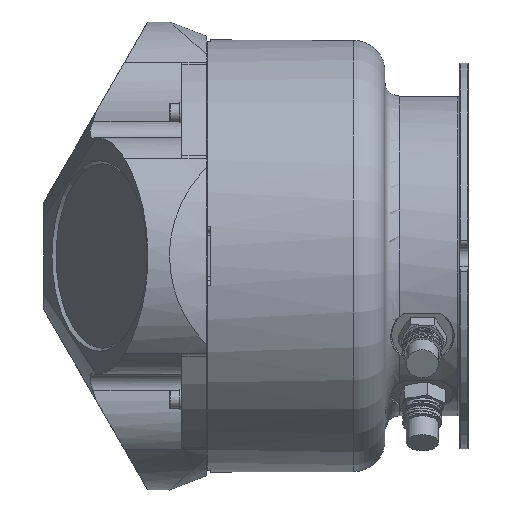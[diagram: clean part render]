
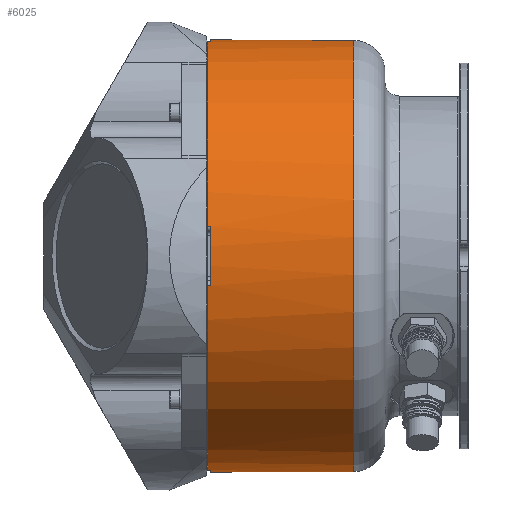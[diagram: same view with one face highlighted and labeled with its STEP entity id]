
A CAD part, front view. The second image highlights one B-rep face of the part: STEP entity #6025.
In plain terms, the highlighted cylindrical face has radius 104 mm (diameter 208 mm), a full revolution.
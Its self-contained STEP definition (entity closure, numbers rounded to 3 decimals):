
#595=CIRCLE('',#6594,104.);
#596=CIRCLE('',#6595,104.);
#597=CIRCLE('',#6596,104.);
#608=CIRCLE('',#6612,104.);
#617=CIRCLE('',#6629,104.);
#622=CIRCLE('',#6636,104.);
#627=CIRCLE('',#6642,104.);
#633=CIRCLE('',#6654,104.);
#634=CIRCLE('',#6655,104.);
#635=CIRCLE('',#6656,104.);
#636=CIRCLE('',#6657,104.);
#637=CIRCLE('',#6658,104.);
#989=FACE_OUTER_BOUND('',#1363,.T.);
#1363=EDGE_LOOP('',(#5011,#5012,#5013,#5014,#5015,#5016,#5017,#5018,#5019,
#5020,#5021,#5022,#5023,#5024,#5025,#5026,#5027,#5028,#5029,#5030,#5031,
#5032));
#1800=LINE('',#12107,#2133);
#1803=LINE('',#12115,#2136);
#1822=LINE('',#12192,#2155);
#1823=LINE('',#12195,#2156);
#1824=LINE('',#12198,#2157);
#1825=LINE('',#12200,#2158);
#1826=LINE('',#12203,#2159);
#1827=LINE('',#12207,#2160);
#1828=LINE('',#12210,#2161);
#2133=VECTOR('',#7993,10.);
#2136=VECTOR('',#8002,10.);
#2155=VECTOR('',#8075,10.);
#2156=VECTOR('',#8078,10.);
#2157=VECTOR('',#8081,10.);
#2158=VECTOR('',#8082,10.);
#2159=VECTOR('',#8085,10.);
#2160=VECTOR('',#8090,104.);
#2161=VECTOR('',#8093,10.);
#2681=VERTEX_POINT('',#12047);
#2682=VERTEX_POINT('',#12048);
#2683=VERTEX_POINT('',#12050);
#2691=VERTEX_POINT('',#12075);
#2692=VERTEX_POINT('',#12077);
#2701=VERTEX_POINT('',#12105);
#2703=VERTEX_POINT('',#12113);
#2707=VERTEX_POINT('',#12122);
#2708=VERTEX_POINT('',#12124);
#2717=VERTEX_POINT('',#12145);
#2718=VERTEX_POINT('',#12147);
#2725=VERTEX_POINT('',#12162);
#2726=VERTEX_POINT('',#12164);
#2734=VERTEX_POINT('',#12190);
#2735=VERTEX_POINT('',#12194);
#2736=VERTEX_POINT('',#12196);
#2737=VERTEX_POINT('',#12199);
#2738=VERTEX_POINT('',#12201);
#2739=VERTEX_POINT('',#12205);
#2740=VERTEX_POINT('',#12208);
#3474=EDGE_CURVE('',#2681,#2682,#595,.T.);
#3475=EDGE_CURVE('',#2683,#2681,#596,.T.);
#3476=EDGE_CURVE('',#2682,#2683,#597,.T.);
#3488=EDGE_CURVE('',#2692,#2691,#608,.T.);
#3503=EDGE_CURVE('',#2701,#2691,#1800,.T.);
#3507=EDGE_CURVE('',#2692,#2703,#1803,.T.);
#3511=EDGE_CURVE('',#2708,#2707,#617,.T.);
#3522=EDGE_CURVE('',#2718,#2717,#622,.T.);
#3530=EDGE_CURVE('',#2726,#2725,#627,.T.);
#3544=EDGE_CURVE('',#2734,#2707,#1822,.T.);
#3545=EDGE_CURVE('',#2735,#2725,#1823,.T.);
#3546=EDGE_CURVE('',#2736,#2735,#633,.T.);
#3547=EDGE_CURVE('',#2718,#2736,#1824,.T.);
#3548=EDGE_CURVE('',#2737,#2717,#1825,.T.);
#3549=EDGE_CURVE('',#2738,#2737,#634,.T.);
#3550=EDGE_CURVE('',#2708,#2738,#1826,.T.);
#3551=EDGE_CURVE('',#2703,#2734,#635,.T.);
#3552=EDGE_CURVE('',#2739,#2701,#636,.T.);
#3553=EDGE_CURVE('',#2739,#2683,#1827,.T.);
#3554=EDGE_CURVE('',#2740,#2739,#637,.T.);
#3555=EDGE_CURVE('',#2726,#2740,#1828,.T.);
#5011=ORIENTED_EDGE('',*,*,#3530,.T.);
#5012=ORIENTED_EDGE('',*,*,#3545,.F.);
#5013=ORIENTED_EDGE('',*,*,#3546,.F.);
#5014=ORIENTED_EDGE('',*,*,#3547,.F.);
#5015=ORIENTED_EDGE('',*,*,#3522,.T.);
#5016=ORIENTED_EDGE('',*,*,#3548,.F.);
#5017=ORIENTED_EDGE('',*,*,#3549,.F.);
#5018=ORIENTED_EDGE('',*,*,#3550,.F.);
#5019=ORIENTED_EDGE('',*,*,#3511,.T.);
#5020=ORIENTED_EDGE('',*,*,#3544,.F.);
#5021=ORIENTED_EDGE('',*,*,#3551,.F.);
#5022=ORIENTED_EDGE('',*,*,#3507,.F.);
#5023=ORIENTED_EDGE('',*,*,#3488,.T.);
#5024=ORIENTED_EDGE('',*,*,#3503,.F.);
#5025=ORIENTED_EDGE('',*,*,#3552,.F.);
#5026=ORIENTED_EDGE('',*,*,#3553,.T.);
#5027=ORIENTED_EDGE('',*,*,#3475,.T.);
#5028=ORIENTED_EDGE('',*,*,#3474,.T.);
#5029=ORIENTED_EDGE('',*,*,#3476,.T.);
#5030=ORIENTED_EDGE('',*,*,#3553,.F.);
#5031=ORIENTED_EDGE('',*,*,#3554,.F.);
#5032=ORIENTED_EDGE('',*,*,#3555,.F.);
#5757=CYLINDRICAL_SURFACE('',#6653,104.);
#6025=ADVANCED_FACE('',(#989),#5757,.T.);
#6594=AXIS2_PLACEMENT_3D('',#12049,#7925,#7926);
#6595=AXIS2_PLACEMENT_3D('',#12051,#7927,#7928);
#6596=AXIS2_PLACEMENT_3D('',#12052,#7929,#7930);
#6612=AXIS2_PLACEMENT_3D('',#12078,#7962,#7963);
#6629=AXIS2_PLACEMENT_3D('',#12125,#8010,#8011);
#6636=AXIS2_PLACEMENT_3D('',#12148,#8030,#8031);
#6642=AXIS2_PLACEMENT_3D('',#12165,#8045,#8046);
#6653=AXIS2_PLACEMENT_3D('',#12193,#8076,#8077);
#6654=AXIS2_PLACEMENT_3D('',#12197,#8079,#8080);
#6655=AXIS2_PLACEMENT_3D('',#12202,#8083,#8084);
#6656=AXIS2_PLACEMENT_3D('',#12204,#8086,#8087);
#6657=AXIS2_PLACEMENT_3D('',#12206,#8088,#8089);
#6658=AXIS2_PLACEMENT_3D('',#12209,#8091,#8092);
#7925=DIRECTION('center_axis',(-1.,0.,0.));
#7926=DIRECTION('ref_axis',(0.,-0.707,-0.707));
#7927=DIRECTION('center_axis',(-1.,0.,0.));
#7928=DIRECTION('ref_axis',(0.,-0.707,-0.707));
#7929=DIRECTION('center_axis',(-1.,0.,0.));
#7930=DIRECTION('ref_axis',(0.,-0.707,-0.707));
#7962=DIRECTION('center_axis',(1.,0.,0.));
#7963=DIRECTION('ref_axis',(0.,-0.707,0.707));
#7993=DIRECTION('',(1.,0.,0.));
#8002=DIRECTION('',(-1.,0.,0.));
#8010=DIRECTION('center_axis',(1.,0.,0.));
#8011=DIRECTION('ref_axis',(0.,-0.707,0.707));
#8030=DIRECTION('center_axis',(1.,0.,0.));
#8031=DIRECTION('ref_axis',(0.,-0.707,0.707));
#8045=DIRECTION('center_axis',(1.,0.,0.));
#8046=DIRECTION('ref_axis',(0.,-0.707,0.707));
#8075=DIRECTION('',(1.,0.,0.));
#8076=DIRECTION('center_axis',(-1.,0.,0.));
#8077=DIRECTION('ref_axis',(0.,-0.707,0.707));
#8078=DIRECTION('',(1.,0.,0.));
#8079=DIRECTION('center_axis',(-1.,0.,0.));
#8080=DIRECTION('ref_axis',(0.,0.707,-0.707));
#8081=DIRECTION('',(-1.,0.,0.));
#8082=DIRECTION('',(1.,0.,0.));
#8083=DIRECTION('center_axis',(-1.,0.,0.));
#8084=DIRECTION('ref_axis',(0.,0.707,-0.707));
#8085=DIRECTION('',(-1.,0.,0.));
#8086=DIRECTION('center_axis',(-1.,0.,0.));
#8087=DIRECTION('ref_axis',(0.,0.707,-0.707));
#8088=DIRECTION('center_axis',(-1.,0.,0.));
#8089=DIRECTION('ref_axis',(0.,0.707,-0.707));
#8090=DIRECTION('',(1.,0.,0.));
#8091=DIRECTION('center_axis',(-1.,0.,0.));
#8092=DIRECTION('ref_axis',(0.,0.707,-0.707));
#8093=DIRECTION('',(-1.,0.,0.));
#12047=CARTESIAN_POINT('',(45.2,-73.539,73.539));
#12048=CARTESIAN_POINT('',(45.2,73.539,73.539));
#12049=CARTESIAN_POINT('Origin',(45.2,0.,
0.));
#12050=CARTESIAN_POINT('',(45.2,73.539,-73.539));
#12051=CARTESIAN_POINT('Origin',(45.2,0.,
0.));
#12052=CARTESIAN_POINT('Origin',(45.2,0.,
0.));
#12075=CARTESIAN_POINT('',(-23.5,14.275,-103.016));
#12077=CARTESIAN_POINT('',(-23.5,-14.275,-103.016));
#12078=CARTESIAN_POINT('Origin',(-23.5,0.,
0.));
#12105=CARTESIAN_POINT('',(-25.,14.275,-103.016));
#12107=CARTESIAN_POINT('',(9.85,14.275,-103.016));
#12113=CARTESIAN_POINT('',(-25.,-14.275,-103.016));
#12115=CARTESIAN_POINT('',(9.85,-14.275,-103.016));
#12122=CARTESIAN_POINT('',(-23.5,-103.016,-14.275));
#12124=CARTESIAN_POINT('',(-23.5,-103.016,14.275));
#12125=CARTESIAN_POINT('Origin',(-23.5,0.,
0.));
#12145=CARTESIAN_POINT('',(-23.5,-14.275,103.016));
#12147=CARTESIAN_POINT('',(-23.5,14.275,103.016));
#12148=CARTESIAN_POINT('Origin',(-23.5,0.,
0.));
#12162=CARTESIAN_POINT('',(-23.5,103.016,14.275));
#12164=CARTESIAN_POINT('',(-23.5,103.016,-14.275));
#12165=CARTESIAN_POINT('Origin',(-23.5,0.,
0.));
#12190=CARTESIAN_POINT('',(-25.,-103.016,-14.275));
#12192=CARTESIAN_POINT('',(9.85,-103.016,-14.275));
#12193=CARTESIAN_POINT('Origin',(9.85,0.,0.));
#12194=CARTESIAN_POINT('',(-25.,103.016,14.275));
#12195=CARTESIAN_POINT('',(9.85,103.016,14.275));
#12196=CARTESIAN_POINT('',(-25.,14.275,103.016));
#12197=CARTESIAN_POINT('Origin',(-25.,0.,
0.));
#12198=CARTESIAN_POINT('',(9.85,14.275,103.016));
#12199=CARTESIAN_POINT('',(-25.,-14.275,103.016));
#12200=CARTESIAN_POINT('',(9.85,-14.275,103.016));
#12201=CARTESIAN_POINT('',(-25.,-103.016,14.275));
#12202=CARTESIAN_POINT('Origin',(-25.,0.,
0.));
#12203=CARTESIAN_POINT('',(9.85,-103.016,14.275));
#12204=CARTESIAN_POINT('Origin',(-25.,0.,
0.));
#12205=CARTESIAN_POINT('',(-25.,73.539,-73.539));
#12206=CARTESIAN_POINT('Origin',(-25.,0.,
0.));
#12207=CARTESIAN_POINT('',(9.85,73.539,-73.539));
#12208=CARTESIAN_POINT('',(-25.,103.016,-14.275));
#12209=CARTESIAN_POINT('Origin',(-25.,0.,
0.));
#12210=CARTESIAN_POINT('',(9.85,103.016,-14.275));
